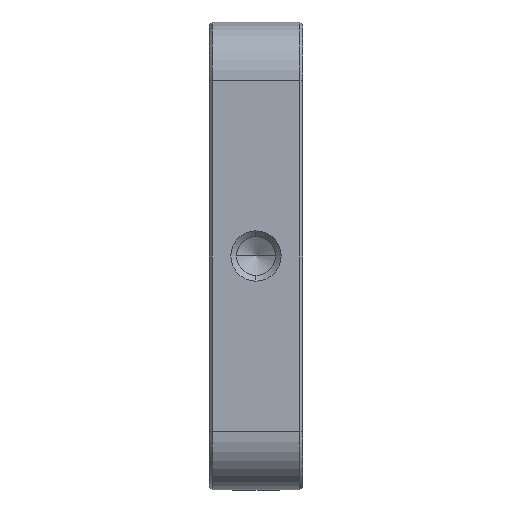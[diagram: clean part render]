
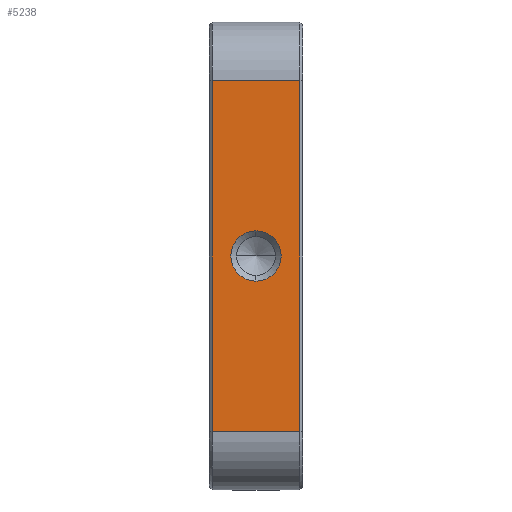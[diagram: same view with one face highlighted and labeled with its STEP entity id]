
A CAD part, front view. The second image highlights one B-rep face of the part: STEP entity #5238.
In plain terms, the highlighted planar face has unit normal (0, -1, 0).
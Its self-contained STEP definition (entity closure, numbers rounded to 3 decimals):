
#41 = CARTESIAN_POINT ( 'NONE',  ( -10.71, -17.891, 25. ) ) ;
#123 = CARTESIAN_POINT ( 'NONE',  ( -18.46, -17.891, 25. ) ) ;
#191 = DIRECTION ( 'NONE',  ( 0., -1., 0. ) ) ;
#386 = CARTESIAN_POINT ( 'NONE',  ( -10.71, -17.891, 55. ) ) ;
#395 = EDGE_CURVE ( 'NONE', #2070, #4907, #2511, .T. ) ;
#477 = VERTEX_POINT ( 'NONE', #2541 ) ;
#529 = CARTESIAN_POINT ( 'NONE',  ( -10.96, -17.891, 60. ) ) ;
#950 = LINE ( 'NONE', #5341, #5716 ) ;
#1180 = VERTEX_POINT ( 'NONE', #1950 ) ;
#1242 = FACE_OUTER_BOUND ( 'NONE', #3809, .T. ) ;
#1327 = CARTESIAN_POINT ( 'NONE',  ( -14.71, -17.891, 40. ) ) ;
#1332 = AXIS2_PLACEMENT_3D ( 'NONE', #5157, #4205, #3670 ) ;
#1375 = VECTOR ( 'NONE', #1472, 1000. ) ;
#1459 = CARTESIAN_POINT ( 'NONE',  ( -10.96, -17.891, 25. ) ) ;
#1472 = DIRECTION ( 'NONE',  ( 1., 0., 0. ) ) ;
#1950 = CARTESIAN_POINT ( 'NONE',  ( -14.71, -17.891, 42.15 ) ) ;
#1976 = CIRCLE ( 'NONE', #3088, 2.15 ) ;
#2070 = VERTEX_POINT ( 'NONE', #2658 ) ;
#2107 = CARTESIAN_POINT ( 'NONE',  ( -14.71, -17.891, 40. ) ) ;
#2179 = EDGE_LOOP ( 'NONE', ( #3092, #4487 ) ) ;
#2269 = DIRECTION ( 'NONE',  ( 0., -1., 0. ) ) ;
#2282 = PLANE ( 'NONE',  #1332 ) ;
#2367 = CIRCLE ( 'NONE', #3669, 2.15 ) ;
#2501 = DIRECTION ( 'NONE',  ( 0., 0., -1. ) ) ;
#2511 = LINE ( 'NONE', #386, #1375 ) ;
#2541 = CARTESIAN_POINT ( 'NONE',  ( -14.71, -17.891, 37.85 ) ) ;
#2658 = CARTESIAN_POINT ( 'NONE',  ( -18.46, -17.891, 55. ) ) ;
#2751 = ORIENTED_EDGE ( 'NONE', *, *, #5810, .T. ) ;
#3088 = AXIS2_PLACEMENT_3D ( 'NONE', #1327, #2269, #5208 ) ;
#3092 = ORIENTED_EDGE ( 'NONE', *, *, #5694, .F. ) ;
#3395 = VECTOR ( 'NONE', #2501, 1000. ) ;
#3407 = VERTEX_POINT ( 'NONE', #1459 ) ;
#3669 = AXIS2_PLACEMENT_3D ( 'NONE', #2107, #191, #4055 ) ;
#3670 = DIRECTION ( 'NONE',  ( 0., 0., 1. ) ) ;
#3809 = EDGE_LOOP ( 'NONE', ( #2751, #3810, #4357, #4176 ) ) ;
#3810 = ORIENTED_EDGE ( 'NONE', *, *, #6124, .F. ) ;
#3832 = VERTEX_POINT ( 'NONE', #123 ) ;
#3930 = DIRECTION ( 'NONE',  ( -1., 0., 0. ) ) ;
#4055 = DIRECTION ( 'NONE',  ( 0., 0., -1. ) ) ;
#4176 = ORIENTED_EDGE ( 'NONE', *, *, #395, .F. ) ;
#4205 = DIRECTION ( 'NONE',  ( 0., 1., 0. ) ) ;
#4357 = ORIENTED_EDGE ( 'NONE', *, *, #5828, .F. ) ;
#4403 = LINE ( 'NONE', #41, #6023 ) ;
#4487 = ORIENTED_EDGE ( 'NONE', *, *, #4695, .F. ) ;
#4625 = CARTESIAN_POINT ( 'NONE',  ( -10.96, -17.891, 55. ) ) ;
#4679 = FACE_BOUND ( 'NONE', #2179, .T. ) ;
#4695 = EDGE_CURVE ( 'NONE', #1180, #477, #2367, .T. ) ;
#4860 = DIRECTION ( 'NONE',  ( 0., 0., -1. ) ) ;
#4891 = LINE ( 'NONE', #529, #3395 ) ;
#4907 = VERTEX_POINT ( 'NONE', #4625 ) ;
#5157 = CARTESIAN_POINT ( 'NONE',  ( -10.71, -17.891, 60. ) ) ;
#5208 = DIRECTION ( 'NONE',  ( 0., 0., -1. ) ) ;
#5238 = ADVANCED_FACE ( 'NONE', ( #1242, #4679 ), #2282, .F. ) ;
#5341 = CARTESIAN_POINT ( 'NONE',  ( -18.46, -17.891, 60. ) ) ;
#5694 = EDGE_CURVE ( 'NONE', #477, #1180, #1976, .T. ) ;
#5716 = VECTOR ( 'NONE', #4860, 1000. ) ;
#5810 = EDGE_CURVE ( 'NONE', #2070, #3832, #950, .T. ) ;
#5828 = EDGE_CURVE ( 'NONE', #4907, #3407, #4891, .T. ) ;
#6023 = VECTOR ( 'NONE', #3930, 1000. ) ;
#6124 = EDGE_CURVE ( 'NONE', #3407, #3832, #4403, .T. ) ;
